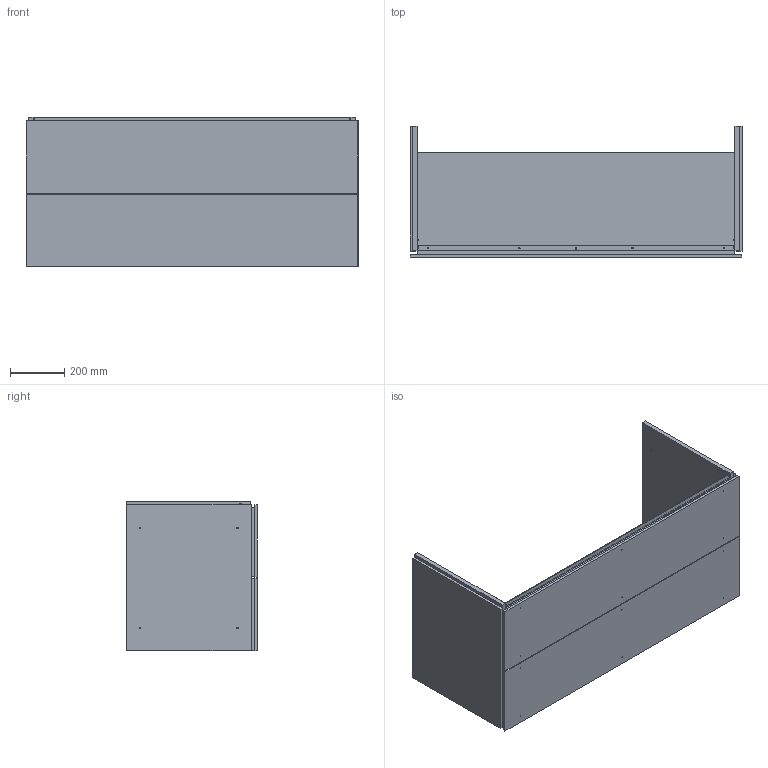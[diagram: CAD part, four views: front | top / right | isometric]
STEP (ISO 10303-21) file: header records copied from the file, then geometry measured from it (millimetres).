
FILE_DESCRIPTION(('STEP AP203'),'1');
FILE_NAME('LC6243.step','2022-06-22T09:28:16',(' '),(' '),'Spatial InterOp 3D',' ',' ');
FILE_SCHEMA(('CONFIG_CONTROL_DESIGN'));
Length unit declared in the file: millimetre
Products named in the file (1): 1
Bounding box: 1219.5 x 481 x 550 mm (x, y, z)
Volume: 35825952.4 mm3; surface area: 5766605.9 mm2
Topology: 76 solids, 76 shells, 961 faces, 1753 edges, 1092 vertices
Faces by surface type: plane 602, cylinder 227, cone 130, bspline 2
Full cylindrical faces by diameter (mm): 2.5 x2, 3.3 x40, 4 x20, 4.5 x5, 4.75 x20, 5 x22, 5.4 x20, 6 x20, 6.3 x2, 7.2 x4, 7.8 x2, 8 x34, 9 x2, 9.7 x20
Entity records: 21798 total; most frequent: DIRECTION 4010, CARTESIAN_POINT 3612, ORIENTED_EDGE 2696, AXIS2_PLACEMENT_3D 1646, EDGE_LOOP 1552, EDGE_CURVE 1348, FACE_OUTER_BOUND 1176, VERTEX_POINT 1032
